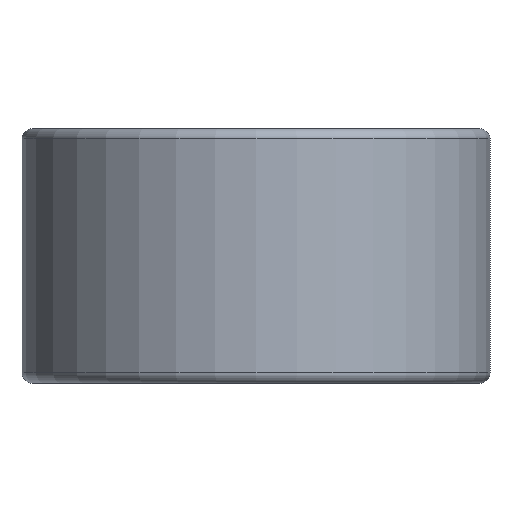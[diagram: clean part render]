
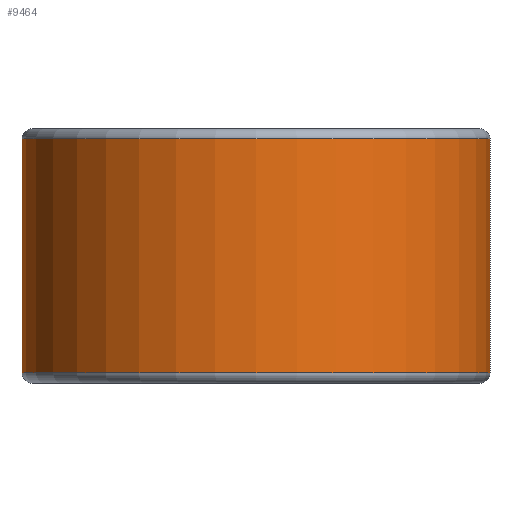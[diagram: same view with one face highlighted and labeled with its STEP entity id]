
A CAD part, left-side view. The second image highlights one B-rep face of the part: STEP entity #9464.
In plain terms, the highlighted cylindrical face has radius 46 mm (diameter 92 mm), a partial arc.
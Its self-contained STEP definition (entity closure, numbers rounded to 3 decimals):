
#2706=DIRECTION('',(0.,0.,1.));
#2707=VECTOR('',#2706,46.);
#2708=CARTESIAN_POINT('',(0.,46.,-23.));
#2709=LINE('',#2708,#2707);
#2710=DIRECTION('',(0.,0.,1.));
#2711=VECTOR('',#2710,46.);
#2712=CARTESIAN_POINT('',(0.,-46.,-23.));
#2713=LINE('',#2712,#2711);
#2714=CARTESIAN_POINT('',(0.,0.,-23.));
#2715=DIRECTION('',(0.,0.,1.));
#2716=DIRECTION('',(0.,1.,0.));
#2717=AXIS2_PLACEMENT_3D('',#2714,#2715,#2716);
#2734=CARTESIAN_POINT('',(0.,0.,23.));
#2735=DIRECTION('',(0.,0.,1.));
#2736=DIRECTION('',(0.,1.,0.));
#2737=AXIS2_PLACEMENT_3D('',#2734,#2735,#2736);
#6175=CARTESIAN_POINT('',(0.,-46.,23.));
#6176=CARTESIAN_POINT('',(0.,46.,23.));
#6177=VERTEX_POINT('',#6175);
#6178=VERTEX_POINT('',#6176);
#6179=CARTESIAN_POINT('',(0.,-46.,-23.));
#6180=CARTESIAN_POINT('',(0.,46.,-23.));
#6181=VERTEX_POINT('',#6179);
#6182=VERTEX_POINT('',#6180);
#9451=CARTESIAN_POINT('',(0.,0.,27.5));
#9452=DIRECTION('',(0.,0.,-1.));
#9453=DIRECTION('',(0.,-1.,0.));
#9454=AXIS2_PLACEMENT_3D('',#9451,#9452,#9453);
#9455=CYLINDRICAL_SURFACE('',#9454,46.);
#9457=ORIENTED_EDGE('',*,*,#9456,.F.);
#9458=ORIENTED_EDGE('',*,*,#9446,.T.);
#9460=ORIENTED_EDGE('',*,*,#9459,.T.);
#9461=ORIENTED_EDGE('',*,*,#9442,.F.);
#9462=EDGE_LOOP('',(#9457,#9458,#9460,#9461));
#9463=FACE_OUTER_BOUND('',#9462,.F.);
#9464=ADVANCED_FACE('',(#9463),#9455,.T.);
#2718=CIRCLE('',#2717,46.);
#2738=CIRCLE('',#2737,46.);
#9442=EDGE_CURVE('',#6181,#6177,#2713,.T.);
#9446=EDGE_CURVE('',#6182,#6178,#2709,.T.);
#9456=EDGE_CURVE('',#6182,#6181,#2718,.T.);
#9459=EDGE_CURVE('',#6178,#6177,#2738,.T.);
